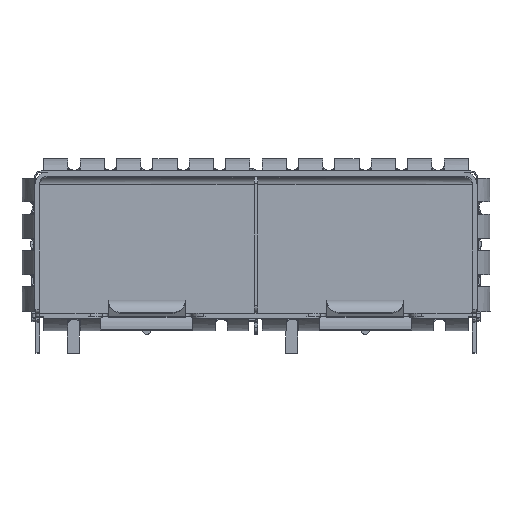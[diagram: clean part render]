
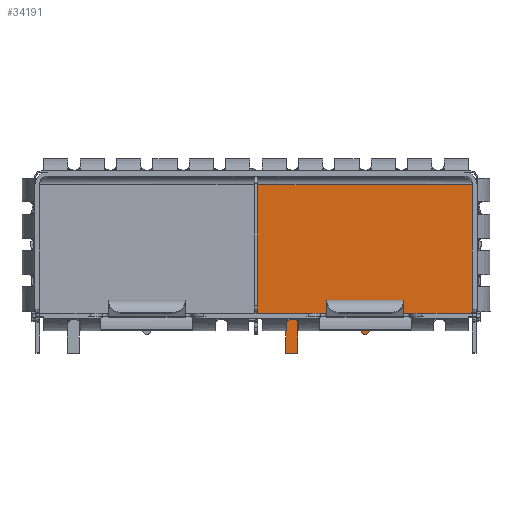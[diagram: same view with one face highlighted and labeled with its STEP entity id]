
A CAD part, top view. The second image highlights one B-rep face of the part: STEP entity #34191.
In plain terms, the highlighted planar face has unit normal (0, 0, 1).
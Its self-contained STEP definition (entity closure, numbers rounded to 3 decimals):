
#3631=DIRECTION('',(1.,0.,0.));
#3632=VECTOR('',#3631,3.045);
#3633=CARTESIAN_POINT('',(3.505,-4.475,-48.475));
#3634=LINE('',#3633,#3632);
#3659=DIRECTION('',(1.,0.,0.));
#3660=VECTOR('',#3659,6.425);
#3661=CARTESIAN_POINT('',(7.7,-4.475,-48.475));
#3662=LINE('',#3661,#3660);
#3944=DIRECTION('',(1.,0.,0.));
#3945=VECTOR('',#3944,1.03);
#3946=CARTESIAN_POINT('',(0.125,-4.475,-48.475));
#3947=LINE('',#3946,#3945);
#11987=CARTESIAN_POINT('',(1.155,-4.675,-48.475));
#11988=DIRECTION('',(0.,0.,-1.));
#11989=DIRECTION('',(0.,1.,0.));
#11990=AXIS2_PLACEMENT_3D('',#11987,#11988,#11989);
#11997=DIRECTION('',(0.,-1.,0.));
#11998=VECTOR('',#11997,8.45);
#11999=CARTESIAN_POINT('',(0.125,3.975,-48.475));
#12000=LINE('',#11999,#11998);
#12001=DIRECTION('',(1.,0.,0.));
#12002=VECTOR('',#12001,14.);
#12003=CARTESIAN_POINT('',(0.125,3.975,-48.475));
#12004=LINE('',#12003,#12002);
#12005=DIRECTION('',(0.,1.,0.));
#12006=VECTOR('',#12005,8.45);
#12007=CARTESIAN_POINT('',(14.125,-4.475,-48.475));
#12008=LINE('',#12007,#12006);
#12009=DIRECTION('',(0.,-1.,0.));
#12010=VECTOR('',#12009,0.725);
#12011=CARTESIAN_POINT('',(7.4,-4.775,-48.475));
#12012=LINE('',#12011,#12010);
#12013=CARTESIAN_POINT('',(7.125,-5.5,-48.475));
#12014=DIRECTION('',(0.,0.,-1.));
#12015=DIRECTION('',(1.,0.,0.));
#12016=AXIS2_PLACEMENT_3D('',#12013,#12014,#12015);
#12018=DIRECTION('',(0.,1.,0.));
#12019=VECTOR('',#12018,0.725);
#12020=CARTESIAN_POINT('',(6.85,-5.5,-48.475));
#12021=LINE('',#12020,#12019);
#12022=DIRECTION('',(0.,-1.,0.));
#12023=VECTOR('',#12022,0.2);
#12024=CARTESIAN_POINT('',(3.305,-4.675,-48.475));
#12025=LINE('',#12024,#12023);
#12026=CARTESIAN_POINT('',(3.205,-4.875,-48.475));
#12027=DIRECTION('',(0.,0.,1.));
#12028=DIRECTION('',(0.,-1.,0.));
#12029=AXIS2_PLACEMENT_3D('',#12026,#12027,#12028);
#12031=DIRECTION('',(-1.,0.,0.));
#12032=VECTOR('',#12031,0.38);
#12033=CARTESIAN_POINT('',(3.205,-4.975,-48.475));
#12034=LINE('',#12033,#12032);
#12035=DIRECTION('',(0.,-1.,0.));
#12036=VECTOR('',#12035,1.95);
#12037=CARTESIAN_POINT('',(2.725,-5.075,-48.475));
#12038=LINE('',#12037,#12036);
#12039=DIRECTION('',(-1.,0.,0.));
#12040=VECTOR('',#12039,0.79);
#12041=CARTESIAN_POINT('',(2.725,-7.025,-48.475));
#12042=LINE('',#12041,#12040);
#12043=DIRECTION('',(0.,1.,0.));
#12044=VECTOR('',#12043,1.95);
#12045=CARTESIAN_POINT('',(1.935,-7.025,-48.475));
#12046=LINE('',#12045,#12044);
#12047=DIRECTION('',(-1.,0.,0.));
#12048=VECTOR('',#12047,0.38);
#12049=CARTESIAN_POINT('',(1.835,-4.975,-48.475));
#12050=LINE('',#12049,#12048);
#12051=CARTESIAN_POINT('',(1.455,-4.875,-48.475));
#12052=DIRECTION('',(0.,0.,1.));
#12053=DIRECTION('',(-1.,0.,0.));
#12054=AXIS2_PLACEMENT_3D('',#12051,#12052,#12053);
#12056=DIRECTION('',(0.,1.,0.));
#12057=VECTOR('',#12056,0.2);
#12058=CARTESIAN_POINT('',(1.355,-4.875,-48.475));
#12059=LINE('',#12058,#12057);
#18476=CARTESIAN_POINT('',(14.125,3.975,-48.475));
#18487=CARTESIAN_POINT('',(7.7,-4.775,-48.475));
#18488=DIRECTION('',(0.,0.,-1.));
#18489=DIRECTION('',(-1.,0.,0.));
#18490=AXIS2_PLACEMENT_3D('',#18487,#18488,#18489);
#18508=CARTESIAN_POINT('',(6.55,-4.775,-48.475));
#18509=DIRECTION('',(0.,0.,-1.));
#18510=DIRECTION('',(0.,1.,0.));
#18511=AXIS2_PLACEMENT_3D('',#18508,#18509,#18510);
#18523=CARTESIAN_POINT('',(3.505,-4.675,-48.475));
#18524=DIRECTION('',(0.,0.,-1.));
#18525=DIRECTION('',(-1.,0.,0.));
#18526=AXIS2_PLACEMENT_3D('',#18523,#18524,#18525);
#18549=CARTESIAN_POINT('',(2.825,-5.075,-48.475));
#18550=DIRECTION('',(0.,0.,-1.));
#18551=DIRECTION('',(-1.,0.,0.));
#18552=AXIS2_PLACEMENT_3D('',#18549,#18550,#18551);
#18575=CARTESIAN_POINT('',(1.835,-5.075,-48.475));
#18576=DIRECTION('',(0.,0.,-1.));
#18577=DIRECTION('',(0.,1.,0.));
#18578=AXIS2_PLACEMENT_3D('',#18575,#18576,#18577);
#20038=CARTESIAN_POINT('',(2.725,-7.025,-48.475));
#20039=CARTESIAN_POINT('',(1.935,-7.025,-48.475));
#20040=VERTEX_POINT('',#20038);
#20041=VERTEX_POINT('',#20039);
#20042=CARTESIAN_POINT('',(7.4,-5.5,-48.475));
#20043=CARTESIAN_POINT('',(6.85,-5.5,-48.475));
#20044=VERTEX_POINT('',#20042);
#20045=VERTEX_POINT('',#20043);
#20453=VERTEX_POINT('',#18476);
#20458=CARTESIAN_POINT('',(14.125,-4.475,-48.475));
#20459=VERTEX_POINT('',#20458);
#20482=CARTESIAN_POINT('',(0.125,3.975,-48.475));
#20483=VERTEX_POINT('',#20482);
#20486=CARTESIAN_POINT('',(0.125,-4.475,-48.475));
#20487=VERTEX_POINT('',#20486);
#22042=CARTESIAN_POINT('',(2.725,-5.075,-48.475));
#22043=VERTEX_POINT('',#22042);
#22044=CARTESIAN_POINT('',(2.825,-4.975,-48.475));
#22045=VERTEX_POINT('',#22044);
#22046=CARTESIAN_POINT('',(1.835,-4.975,-48.475));
#22047=VERTEX_POINT('',#22046);
#22048=CARTESIAN_POINT('',(1.935,-5.075,-48.475));
#22049=VERTEX_POINT('',#22048);
#22051=CARTESIAN_POINT('',(3.505,-4.475,-48.475));
#22053=VERTEX_POINT('',#22051);
#22055=CARTESIAN_POINT('',(3.305,-4.675,-48.475));
#22057=VERTEX_POINT('',#22055);
#22058=CARTESIAN_POINT('',(1.155,-4.475,-48.475));
#22060=VERTEX_POINT('',#22058);
#22062=CARTESIAN_POINT('',(1.355,-4.675,-48.475));
#22064=VERTEX_POINT('',#22062);
#22102=CARTESIAN_POINT('',(6.55,-4.475,-48.475));
#22104=VERTEX_POINT('',#22102);
#22106=CARTESIAN_POINT('',(6.85,-4.775,-48.475));
#22108=VERTEX_POINT('',#22106);
#22111=CARTESIAN_POINT('',(7.7,-4.475,-48.475));
#22113=VERTEX_POINT('',#22111);
#22115=CARTESIAN_POINT('',(7.4,-4.775,-48.475));
#22117=VERTEX_POINT('',#22115);
#22152=CARTESIAN_POINT('',(3.205,-4.975,-48.475));
#22153=CARTESIAN_POINT('',(3.305,-4.875,-48.475));
#22154=VERTEX_POINT('',#22152);
#22155=VERTEX_POINT('',#22153);
#22160=CARTESIAN_POINT('',(1.355,-4.875,-48.475));
#22161=CARTESIAN_POINT('',(1.455,-4.975,-48.475));
#22162=VERTEX_POINT('',#22160);
#22163=VERTEX_POINT('',#22161);
#34142=CARTESIAN_POINT('',(0.,0.,-48.475));
#34143=DIRECTION('',(0.,0.,1.));
#34144=DIRECTION('',(1.,0.,0.));
#34145=AXIS2_PLACEMENT_3D('',#34142,#34143,#34144);
#34146=PLANE('',#34145);
#34147=ORIENTED_EDGE('',*,*,#25646,.F.);
#34149=ORIENTED_EDGE('',*,*,#34148,.T.);
#34150=ORIENTED_EDGE('',*,*,#24237,.F.);
#34151=ORIENTED_EDGE('',*,*,#26450,.F.);
#34153=ORIENTED_EDGE('',*,*,#34152,.F.);
#34155=ORIENTED_EDGE('',*,*,#34154,.T.);
#34157=ORIENTED_EDGE('',*,*,#34156,.T.);
#34159=ORIENTED_EDGE('',*,*,#34158,.T.);
#34161=ORIENTED_EDGE('',*,*,#34160,.F.);
#34162=ORIENTED_EDGE('',*,*,#26414,.F.);
#34164=ORIENTED_EDGE('',*,*,#34163,.F.);
#34166=ORIENTED_EDGE('',*,*,#34165,.T.);
#34168=ORIENTED_EDGE('',*,*,#34167,.F.);
#34170=ORIENTED_EDGE('',*,*,#34169,.T.);
#34172=ORIENTED_EDGE('',*,*,#34171,.F.);
#34174=ORIENTED_EDGE('',*,*,#34173,.T.);
#34176=ORIENTED_EDGE('',*,*,#34175,.T.);
#34178=ORIENTED_EDGE('',*,*,#34177,.T.);
#34180=ORIENTED_EDGE('',*,*,#34179,.F.);
#34182=ORIENTED_EDGE('',*,*,#34181,.T.);
#34184=ORIENTED_EDGE('',*,*,#34183,.F.);
#34186=ORIENTED_EDGE('',*,*,#34185,.T.);
#34187=ORIENTED_EDGE('',*,*,#34134,.F.);
#34188=ORIENTED_EDGE('',*,*,#26739,.F.);
#34189=EDGE_LOOP('',(#34147,#34149,#34150,#34151,#34153,#34155,#34157,#34159,
#34161,#34162,#34164,#34166,#34168,#34170,#34172,#34174,#34176,#34178,#34180,
#34182,#34184,#34186,#34187,#34188));
#34190=FACE_OUTER_BOUND('',#34189,.F.);
#11991=CIRCLE('',#11990,0.2);
#12017=CIRCLE('',#12016,0.275);
#12030=CIRCLE('',#12029,0.1);
#12055=CIRCLE('',#12054,0.1);
#18491=CIRCLE('',#18490,0.3);
#18512=CIRCLE('',#18511,0.3);
#18527=CIRCLE('',#18526,0.2);
#18553=CIRCLE('',#18552,0.1);
#18579=CIRCLE('',#18578,0.1);
#24237=EDGE_CURVE('',#20459,#20453,#12008,.T.);
#25646=EDGE_CURVE('',#20483,#20487,#12000,.T.);
#26414=EDGE_CURVE('',#22053,#22104,#3634,.T.);
#26450=EDGE_CURVE('',#22113,#20459,#3662,.T.);
#26739=EDGE_CURVE('',#20487,#22060,#3947,.T.);
#34134=EDGE_CURVE('',#22060,#22064,#11991,.T.);
#34148=EDGE_CURVE('',#20483,#20453,#12004,.T.);
#34152=EDGE_CURVE('',#22117,#22113,#18491,.T.);
#34154=EDGE_CURVE('',#22117,#20044,#12012,.T.);
#34156=EDGE_CURVE('',#20044,#20045,#12017,.T.);
#34158=EDGE_CURVE('',#20045,#22108,#12021,.T.);
#34160=EDGE_CURVE('',#22104,#22108,#18512,.T.);
#34163=EDGE_CURVE('',#22057,#22053,#18527,.T.);
#34165=EDGE_CURVE('',#22057,#22155,#12025,.T.);
#34167=EDGE_CURVE('',#22154,#22155,#12030,.T.);
#34169=EDGE_CURVE('',#22154,#22045,#12034,.T.);
#34171=EDGE_CURVE('',#22043,#22045,#18553,.T.);
#34173=EDGE_CURVE('',#22043,#20040,#12038,.T.);
#34175=EDGE_CURVE('',#20040,#20041,#12042,.T.);
#34177=EDGE_CURVE('',#20041,#22049,#12046,.T.);
#34179=EDGE_CURVE('',#22047,#22049,#18579,.T.);
#34181=EDGE_CURVE('',#22047,#22163,#12050,.T.);
#34183=EDGE_CURVE('',#22162,#22163,#12055,.T.);
#34185=EDGE_CURVE('',#22162,#22064,#12059,.T.);
#34191=ADVANCED_FACE('',(#34190),#34146,.T.);
